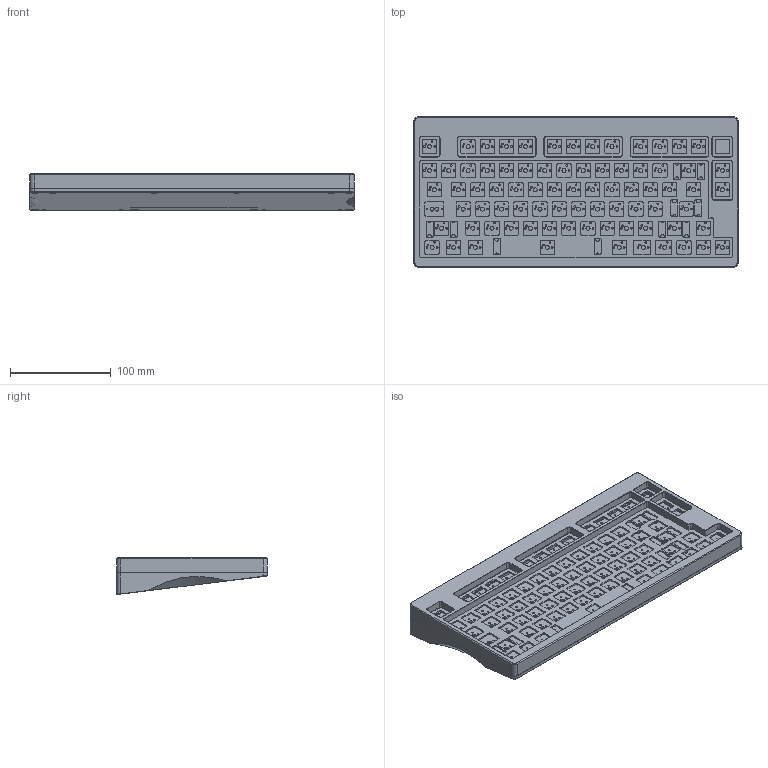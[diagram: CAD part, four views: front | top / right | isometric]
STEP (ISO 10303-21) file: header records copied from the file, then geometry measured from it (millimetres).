
FILE_DESCRIPTION(/* description */ (''),/* implementation_level */ '2;1');
FILE_NAME(/* name */ 'D780.stp',/* time_stamp */ '2019-01-17T23:04:29+09:00',/* author */ ('B166-ER'),/* organization */ (''),/* preprocessor_version */ 'ST-DEVELOPER v16.1',/* originating_system */ 'Autodesk Inventor 2016',/* authorisation */ '');
FILE_SCHEMA (('AUTOMOTIVE_DESIGN { 1 0 10303 214 3 1 1 }'));
Length unit declared in the file: millimetre
Products named in the file (7): D780_upper; D780_lower; d780_middle; d780_PCB_mockup; d780_controller_holder; d780_battery_cover; D780
Assembly tree (6 placements, depth 2):
  D780
    D780_upper
    D780_lower
    d780_middle
    d780_PCB_mockup
    d780_controller_holder
    d780_battery_cover
Bounding box: 321.56 x 149.06 x 36.67 mm (x, y, z)
Volume: 727594 mm3; surface area: 314721.5 mm2
Topology: 6 solids, 6 shells, 1801 faces, 5135 edges, 3373 vertices
Faces by surface type: cylinder 1010, plane 689, cone 94, bspline 8
Full cylindrical faces by diameter (mm): 1.5 x156, 1.7 x158, 2 x3, 2.013 x9, 2.459 x16, 2.9 x7, 3 x11, 3.2 x16, 3.3 x2, 4 x90, 5 x2, 6 x9, 8.2 x4
Entity records: 58799 total; most frequent: DIRECTION 10267, CARTESIAN_POINT 9925, ORIENTED_EDGE 9164, EDGE_CURVE 4582, AXIS2_PLACEMENT_3D 3897, EDGE_LOOP 3411, VERTEX_POINT 3333, LINE 2473
